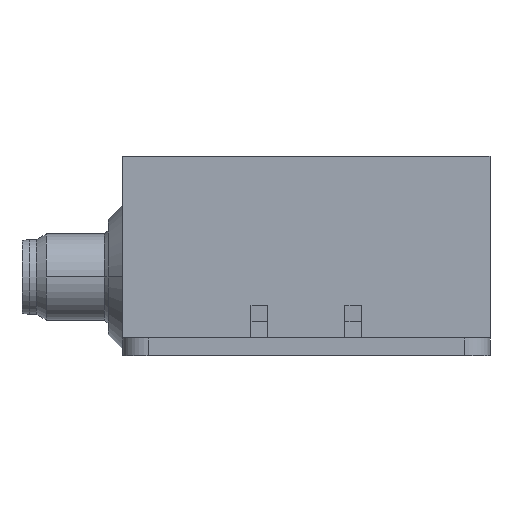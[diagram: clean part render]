
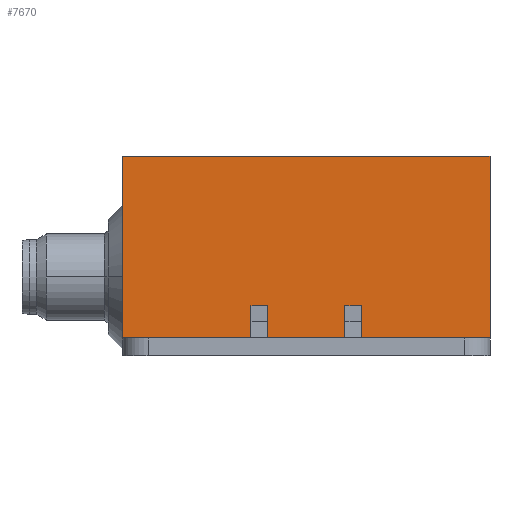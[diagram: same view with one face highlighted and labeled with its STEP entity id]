
A CAD part, left-side view. The second image highlights one B-rep face of the part: STEP entity #7670.
In plain terms, the highlighted planar face has unit normal (-1, 0, 0).
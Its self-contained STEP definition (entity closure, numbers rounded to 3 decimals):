
#120=CARTESIAN_POINT('',(-50.73,25.65,0.2));
#130=VERTEX_POINT('',#120);
#280=CARTESIAN_POINT('',(-50.73,-25.65,0.2));
#290=VERTEX_POINT('',#280);
#320=CARTESIAN_POINT('',(-50.73,0.,0.2));
#330=DIRECTION('',(0.,-1.,0.));
#340=VECTOR('',#330,1.);
#350=LINE('',#320,#340);
#360=EDGE_CURVE('',#130,#290,#350,.T.);
#1420=CARTESIAN_POINT('',(-50.73,-25.65,-25.16));
#1430=VERTEX_POINT('',#1420);
#1460=CARTESIAN_POINT('',(-50.73,-25.65,0.));
#1470=DIRECTION('',(0.,0.,-1.));
#1480=VECTOR('',#1470,1.);
#1490=LINE('',#1460,#1480);
#1500=EDGE_CURVE('',#290,#1430,#1490,.T.);
#2400=CARTESIAN_POINT('',(-50.73,25.65,-25.16));
#2410=VERTEX_POINT('',#2400);
#2790=CARTESIAN_POINT('',(-50.73,25.65,0.));
#2800=DIRECTION('',(0.,0.,1.));
#2810=VECTOR('',#2800,1.);
#2820=LINE('',#2790,#2810);
#2830=EDGE_CURVE('',#2410,#130,#2820,.T.);
#6320=CARTESIAN_POINT('',(-50.73,7.7,-25.16));
#6330=VERTEX_POINT('',#6320);
#6500=CARTESIAN_POINT('',(-50.73,5.4,-25.16));
#6510=VERTEX_POINT('',#6500);
#6540=CARTESIAN_POINT('',(-50.73,0.,-25.16));
#6550=DIRECTION('',(0.,1.,0.));
#6560=VECTOR('',#6550,1.);
#6570=LINE('',#6540,#6560);
#6580=CARTESIAN_POINT('',(-50.73,-5.4,-25.16));
#6590=VERTEX_POINT('',#6580);
#6600=EDGE_CURVE('',#6590,#6510,#6570,.T.);
#6820=CARTESIAN_POINT('',(-50.73,-7.7,-25.16));
#6830=VERTEX_POINT('',#6820);
#6860=EDGE_CURVE('',#1430,#6830,#6570,.T.);
#7050=EDGE_CURVE('',#6330,#2410,#6570,.T.);
#7100=CARTESIAN_POINT('',(-50.73,25.65,0.));
#7110=DIRECTION('',(-1.,0.,0.));
#7120=DIRECTION('',(0.,1.,0.));
#7130=AXIS2_PLACEMENT_3D('',#7100,#7110,#7120);
#7140=PLANE('',#7130);
#7150=ORIENTED_EDGE('',*,*,#1500,.F.);
#7160=ORIENTED_EDGE('',*,*,#6860,.F.);
#7170=CARTESIAN_POINT('',(-50.73,-7.7,0.));
#7180=DIRECTION('',(0.,0.,1.));
#7190=VECTOR('',#7180,1.);
#7200=LINE('',#7170,#7190);
#7210=CARTESIAN_POINT('',(-50.73,-7.7,-20.66));
#7220=VERTEX_POINT('',#7210);
#7230=EDGE_CURVE('',#6830,#7220,#7200,.T.);
#7240=ORIENTED_EDGE('',*,*,#7230,.F.);
#7250=CARTESIAN_POINT('',(-50.73,0.,-20.66));
#7260=DIRECTION('',(0.,1.,0.));
#7270=VECTOR('',#7260,1.);
#7280=LINE('',#7250,#7270);
#7290=CARTESIAN_POINT('',(-50.73,-5.4,-20.66));
#7300=VERTEX_POINT('',#7290);
#7310=EDGE_CURVE('',#7220,#7300,#7280,.T.);
#7320=ORIENTED_EDGE('',*,*,#7310,.F.);
#7330=CARTESIAN_POINT('',(-50.73,-5.4,0.));
#7340=DIRECTION('',(0.,0.,-1.));
#7350=VECTOR('',#7340,1.);
#7360=LINE('',#7330,#7350);
#7370=EDGE_CURVE('',#7300,#6590,#7360,.T.);
#7380=ORIENTED_EDGE('',*,*,#7370,.F.);
#7390=ORIENTED_EDGE('',*,*,#6600,.F.);
#7400=CARTESIAN_POINT('',(-50.73,5.4,0.));
#7410=DIRECTION('',(0.,0.,1.));
#7420=VECTOR('',#7410,1.);
#7430=LINE('',#7400,#7420);
#7440=CARTESIAN_POINT('',(-50.73,5.4,-20.66));
#7450=VERTEX_POINT('',#7440);
#7460=EDGE_CURVE('',#6510,#7450,#7430,.T.);
#7470=ORIENTED_EDGE('',*,*,#7460,.F.);
#7480=CARTESIAN_POINT('',(-50.73,0.,-20.66));
#7490=DIRECTION('',(0.,1.,0.));
#7500=VECTOR('',#7490,1.);
#7510=LINE('',#7480,#7500);
#7520=CARTESIAN_POINT('',(-50.73,7.7,-20.66));
#7530=VERTEX_POINT('',#7520);
#7540=EDGE_CURVE('',#7450,#7530,#7510,.T.);
#7550=ORIENTED_EDGE('',*,*,#7540,.F.);
#7560=CARTESIAN_POINT('',(-50.73,7.7,0.));
#7570=DIRECTION('',(0.,0.,-1.));
#7580=VECTOR('',#7570,1.);
#7590=LINE('',#7560,#7580);
#7600=EDGE_CURVE('',#7530,#6330,#7590,.T.);
#7610=ORIENTED_EDGE('',*,*,#7600,.F.);
#7620=ORIENTED_EDGE('',*,*,#7050,.F.);
#7630=ORIENTED_EDGE('',*,*,#2830,.F.);
#7640=ORIENTED_EDGE('',*,*,#360,.F.);
#7650=EDGE_LOOP('',(#7640,#7630,#7620,#7610,#7550,#7470,#7390,#7380,
#7320,#7240,#7160,#7150));
#7660=FACE_OUTER_BOUND('',#7650,.T.);
#7670=ADVANCED_FACE('',(#7660),#7140,.T.);
